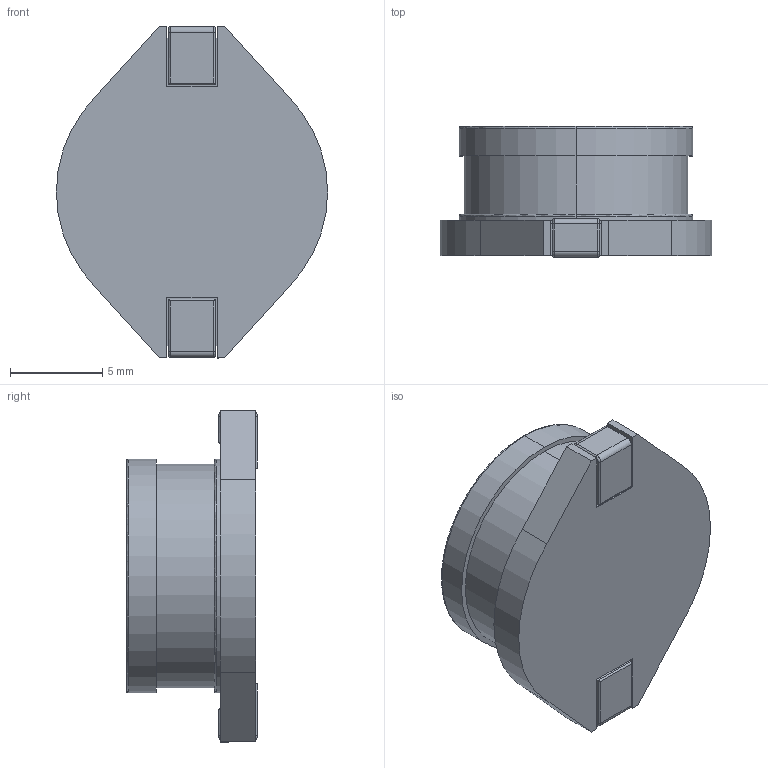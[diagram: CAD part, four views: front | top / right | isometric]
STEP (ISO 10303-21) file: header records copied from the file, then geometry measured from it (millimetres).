
FILE_DESCRIPTION (( 'STEP AP214' ), '1' );
FILE_NAME ('Coilcraft-DO5022P-DEFAULT.STEP', '2011-01-06T05:06:03', ( 'sysAdmin' ), ( 'SolidWorks' ), 'SwSTEP 2.0', 'SolidWorks 2011', '' );
FILE_SCHEMA (( 'AUTOMOTIVE_DESIGN' ));
Length unit declared in the file: millimetre
Products named in the file (1): Coilcraft-DO5022P-DEFAULT
Bounding box: 14.73 x 7.11 x 18.03 mm (x, y, z)
Volume: 967.8 mm3; surface area: 822.4 mm2
Topology: 1 solids, 1 shells, 308 faces, 845 edges, 554 vertices
Faces by surface type: bspline 185, plane 93, cylinder 30
Entity records: 14157 total; most frequent: CARTESIAN_POINT 4189, ORIENTED_EDGE 1690, EDGE_CURVE 845, DIRECTION 775, VERTEX_POINT 554, VECTOR 431, LINE 431, B_SPLINE_CURVE_WITH_KNOTS 346
